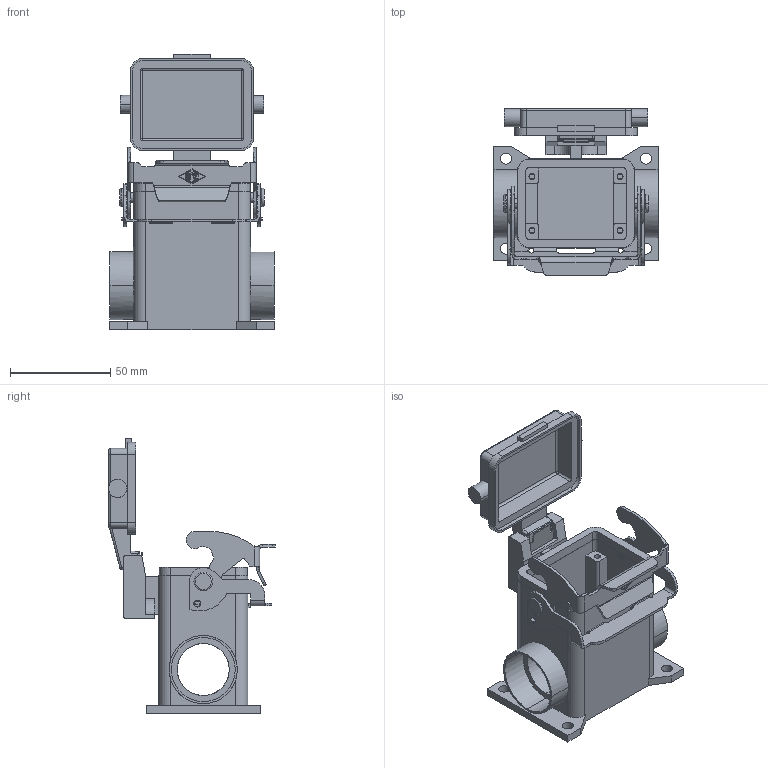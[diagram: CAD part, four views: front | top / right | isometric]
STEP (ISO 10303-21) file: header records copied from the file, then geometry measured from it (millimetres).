
FILE_DESCRIPTION(('Creo Elements/Direct Modeling STEP Export'),'2;1');
FILE_NAME('0ln7uvk49a5e00f4008','2017-02-20T10:56:00',(''),(''),'PTC Creo Elements/Direct Modeling STEP processor for AP214 (Solid Model)','PTC Creo Elements/Direct Modeling 19.0E 27-Jun-2016 (C) Parametric Technology GmbH','');
FILE_SCHEMA(('AUTOMOTIVE_DESIGN { 1 0 10303 214 1 1 1 1 }'));
Length unit declared in the file: millimetre
Products named in the file (1): M7APE_06_L232
Bounding box: 82 x 83.23 x 137.5 mm (x, y, z)
Volume: 103899.5 mm3; surface area: 64500.7 mm2
Topology: 1 solids, 1 shells, 566 faces, 1527 edges, 991 vertices
Faces by surface type: plane 293, cylinder 233, bspline 14, torus 12, sphere 8, cone 6
Entity records: 24992 total; most frequent: CARTESIAN_POINT 6205, ORIENTED_EDGE 3026, DIRECTION 2914, EDGE_CURVE 1513, VERTEX_POINT 991, AXIS2_PLACEMENT_3D 977, VECTOR 960, LINE 960
